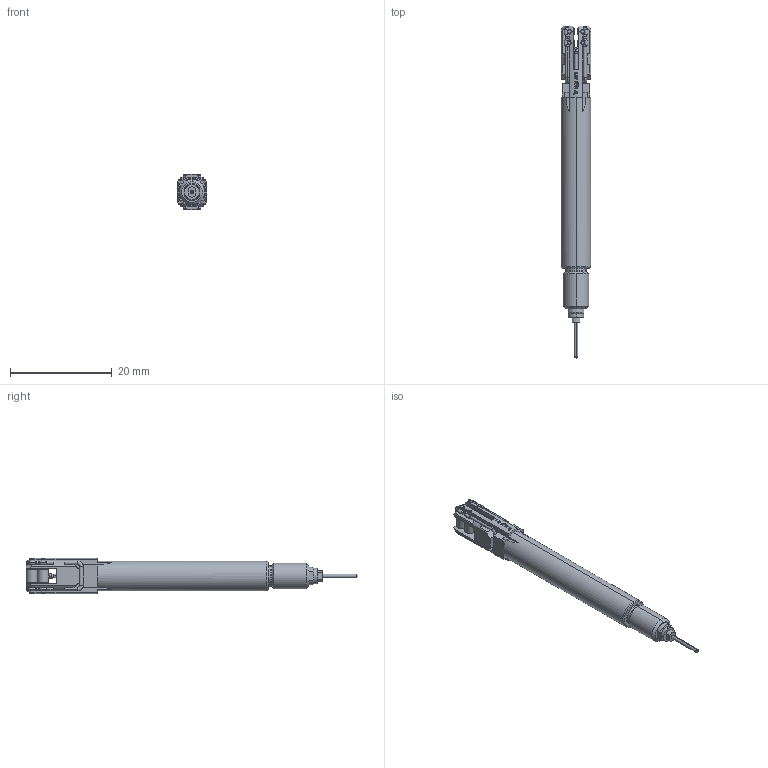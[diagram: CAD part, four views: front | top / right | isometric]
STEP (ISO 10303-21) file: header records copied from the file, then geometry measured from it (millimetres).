
FILE_DESCRIPTION (( 'STEP AP203' ), '1' );
FILE_NAME ('INGUN_VKF-618_06308_050_S_xx14-14W1.STEP', '2021-09-08T13:00:09', ( 'ochi' ), ( '' ), 'SwSTEP 2.0', 'SolidWorks 2018', '' );
FILE_SCHEMA (( 'CONFIG_CONTROL_DESIGN' ));
Length unit declared in the file: millimetre
Products named in the file (1): INGUN_VKF-618_06308_050_S_xx14-14W1
Bounding box: 5.8 x 65.3 x 7 mm (x, y, z)
Volume: 1384.5 mm3; surface area: 1522.6 mm2
Topology: 1 solids, 1 shells, 424 faces, 1098 edges, 695 vertices
Faces by surface type: plane 156, cylinder 109, torus 78, cone 59, bspline 22
Entity records: 13583 total; most frequent: CARTESIAN_POINT 3194, ORIENTED_EDGE 2196, DIRECTION 2180, EDGE_CURVE 1098, AXIS2_PLACEMENT_3D 877, VERTEX_POINT 695, CIRCLE 474, EDGE_LOOP 451
